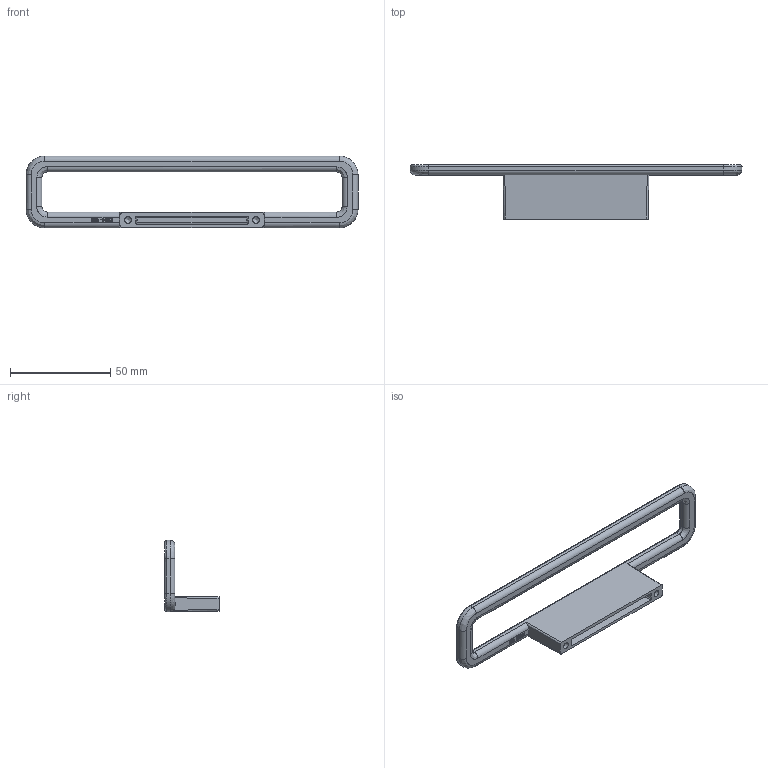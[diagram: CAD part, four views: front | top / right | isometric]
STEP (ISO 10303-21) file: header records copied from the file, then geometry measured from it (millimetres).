
FILE_DESCRIPTION(('Creo Elements/Direct Modeling STEP Export'),'2;1');
FILE_NAME('2306-166.stp','2022-05-04T10:11:59',(''),(''),'Creo Elements/Direct Modeling STEP processor for AP214 (Solid Model)','Creo Elements/Direct Modeling 20.0 12-Nov-2016 (C) Parametric Technology GmbH','');
FILE_SCHEMA(('AUTOMOTIVE_DESIGN { 1 0 10303 214 1 1 1 1 }'));
Length unit declared in the file: millimetre
Products named in the file (1): ZN-9045
Bounding box: 165.96 x 27 x 35.97 mm (x, y, z)
Volume: 20209.4 mm3; surface area: 15066.1 mm2
Topology: 1 solids, 1 shells, 540 faces, 1524 edges, 998 vertices
Faces by surface type: plane 460, cylinder 40, bspline 32, cone 6, torus 2
Entity records: 19256 total; most frequent: CARTESIAN_POINT 5663, ORIENTED_EDGE 3040, DIRECTION 2428, EDGE_CURVE 1520, VECTOR 1374, LINE 1374, VERTEX_POINT 998, EDGE_LOOP 558
